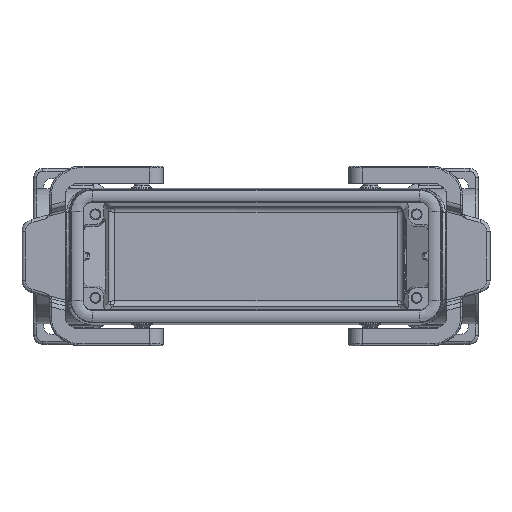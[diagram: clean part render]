
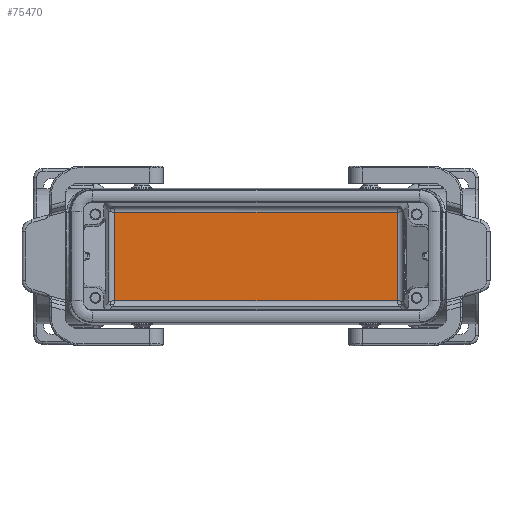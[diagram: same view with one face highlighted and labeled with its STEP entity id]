
A CAD part, top view. The second image highlights one B-rep face of the part: STEP entity #75470.
In plain terms, the highlighted planar face has unit normal (0, 0, 1).
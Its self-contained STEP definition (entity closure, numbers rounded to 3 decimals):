
#29280=CARTESIAN_POINT('',(60.319,25.922,3.))
;
#29290=DIRECTION('',(-1.,0.,0.));
#29300=VECTOR('',#29290,1.);
#29310=LINE('',#29280,#29300);
#29320=CARTESIAN_POINT('',(106.102,25.922,
3.));
#29330=VERTEX_POINT('',#29320);
#29340=CARTESIAN_POINT('',(14.535,25.922,
3.));
#29350=VERTEX_POINT('',#29340);
#29360=EDGE_CURVE('',#29330,#29350,#29310,.T.);
#38430=CARTESIAN_POINT('',(97.269,40.205,3.));
#38440=DIRECTION('',(0.,0.,1.));
#38450=DIRECTION('',(-1.,0.,0.));
#38460=AXIS2_PLACEMENT_3D('',#38430,#38440,#38450);
#38470=PLANE('',#38460);
#41890=CARTESIAN_POINT('',(106.102,54.488,
3.));
#41900=VERTEX_POINT('',#41890);
#58400=CARTESIAN_POINT('',(14.535,54.488,
3.));
#58410=VERTEX_POINT('',#58400);
#65860=CARTESIAN_POINT('',(14.535,40.205,3.));
#65870=DIRECTION('',(0.,1.,0.));
#65880=VECTOR('',#65870,1.);
#65890=LINE('',#65860,#65880);
#65900=EDGE_CURVE('',#29350,#58410,#65890,.T.);
#75310=ORIENTED_EDGE('',*,*,#29360,.F.);
#75320=ORIENTED_EDGE('',*,*,#65900,.F.);
#75330=CARTESIAN_POINT('',(60.319,54.488,3.))
;
#75340=DIRECTION('',(-1.,0.,0.));
#75350=VECTOR('',#75340,1.);
#75360=LINE('',#75330,#75350);
#75370=EDGE_CURVE('',#41900,#58410,#75360,.T.);
#75380=ORIENTED_EDGE('',*,*,#75370,.T.);
#75390=CARTESIAN_POINT('',(106.102,40.205,3.));
#75400=DIRECTION('',(0.,1.,0.));
#75410=VECTOR('',#75400,1.);
#75420=LINE('',#75390,#75410);
#75430=EDGE_CURVE('',#29330,#41900,#75420,.T.);
#75440=ORIENTED_EDGE('',*,*,#75430,.T.);
#75450=EDGE_LOOP('',(#75440,#75380,#75320,#75310));
#75460=FACE_OUTER_BOUND('',#75450,.T.);
#75470=ADVANCED_FACE('',(#75460),#38470,.T.);
